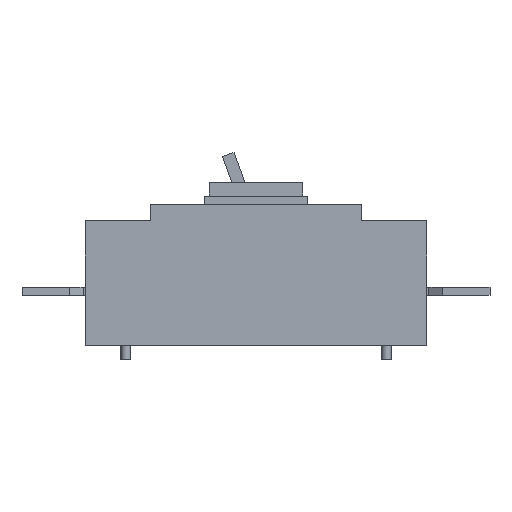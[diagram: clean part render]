
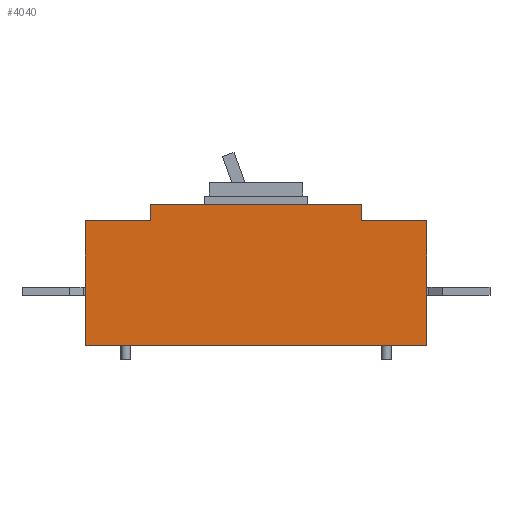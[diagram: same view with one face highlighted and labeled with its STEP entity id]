
A CAD part, left-side view. The second image highlights one B-rep face of the part: STEP entity #4040.
In plain terms, the highlighted planar face has unit normal (-1, 0, 0).
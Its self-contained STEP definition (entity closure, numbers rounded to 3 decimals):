
#3330=CARTESIAN_POINT('',(14.5,141.877,0.));
#3340=DIRECTION('',(1.,-0.,0.));
#3350=DIRECTION('',(0.,0.,-1.));
#3360=AXIS2_PLACEMENT_3D('',#3330,#3340,#3350);
#3370=PLANE('',#3360);
#3380=CARTESIAN_POINT('',(14.5,0.,-78.5));
#3390=DIRECTION('',(0.,1.,0.));
#3400=VECTOR('',#3390,1.);
#3410=LINE('',#3380,#3400);
#3420=CARTESIAN_POINT('',(14.5,30.5,-78.5));
#3430=VERTEX_POINT('',#3420);
#3440=CARTESIAN_POINT('',(14.5,195.5,-78.5));
#3450=VERTEX_POINT('',#3440);
#3460=EDGE_CURVE('',#3430,#3450,#3410,.T.);
#3470=ORIENTED_EDGE('',*,*,#3460,.F.);
#3480=CARTESIAN_POINT('',(14.5,195.5,0.));
#3490=DIRECTION('',(0.,0.,1.));
#3500=VECTOR('',#3490,1.);
#3510=LINE('',#3480,#3500);
#3520=CARTESIAN_POINT('',(14.5,195.5,-18.5));
#3530=VERTEX_POINT('',#3520);
#3540=EDGE_CURVE('',#3450,#3530,#3510,.T.);
#3550=ORIENTED_EDGE('',*,*,#3540,.F.);
#3560=CARTESIAN_POINT('',(14.5,0.,-18.5));
#3570=DIRECTION('',(0.,-1.,0.));
#3580=VECTOR('',#3570,1.);
#3590=LINE('',#3560,#3580);
#3600=CARTESIAN_POINT('',(14.5,164.,-18.5));
#3610=VERTEX_POINT('',#3600);
#3620=EDGE_CURVE('',#3530,#3610,#3590,.T.);
#3630=ORIENTED_EDGE('',*,*,#3620,.F.);
#3640=CARTESIAN_POINT('',(14.5,164.,0.));
#3650=DIRECTION('',(0.,0.,1.));
#3660=VECTOR('',#3650,1.);
#3670=LINE('',#3640,#3660);
#3680=CARTESIAN_POINT('',(14.5,164.,-10.5));
#3690=VERTEX_POINT('',#3680);
#3700=EDGE_CURVE('',#3610,#3690,#3670,.T.);
#3710=ORIENTED_EDGE('',*,*,#3700,.F.);
#3720=CARTESIAN_POINT('',(14.5,0.,-10.5));
#3730=DIRECTION('',(0.,-1.,0.));
#3740=VECTOR('',#3730,1.);
#3750=LINE('',#3720,#3740);
#3760=CARTESIAN_POINT('',(14.5,62.,-10.5));
#3770=VERTEX_POINT('',#3760);
#3780=EDGE_CURVE('',#3690,#3770,#3750,.T.);
#3790=ORIENTED_EDGE('',*,*,#3780,.F.);
#3800=CARTESIAN_POINT('',(14.5,62.,0.));
#3810=DIRECTION('',(0.,0.,-1.));
#3820=VECTOR('',#3810,1.);
#3830=LINE('',#3800,#3820);
#3840=CARTESIAN_POINT('',(14.5,62.,-18.5));
#3850=VERTEX_POINT('',#3840);
#3860=EDGE_CURVE('',#3770,#3850,#3830,.T.);
#3870=ORIENTED_EDGE('',*,*,#3860,.F.);
#3880=CARTESIAN_POINT('',(14.5,0.,-18.5));
#3890=DIRECTION('',(0.,-1.,0.));
#3900=VECTOR('',#3890,1.);
#3910=LINE('',#3880,#3900);
#3920=CARTESIAN_POINT('',(14.5,30.5,-18.5));
#3930=VERTEX_POINT('',#3920);
#3940=EDGE_CURVE('',#3850,#3930,#3910,.T.);
#3950=ORIENTED_EDGE('',*,*,#3940,.F.);
#3960=CARTESIAN_POINT('',(14.5,30.5,0.));
#3970=DIRECTION('',(0.,0.,-1.));
#3980=VECTOR('',#3970,1.);
#3990=LINE('',#3960,#3980);
#4000=EDGE_CURVE('',#3930,#3430,#3990,.T.);
#4010=ORIENTED_EDGE('',*,*,#4000,.F.);
#4020=EDGE_LOOP('',(#4010,#3950,#3870,#3790,#3710,#3630,#3550,#3470));
#4030=FACE_OUTER_BOUND('',#4020,.T.);
#4040=ADVANCED_FACE('',(#4030),#3370,.F.);
